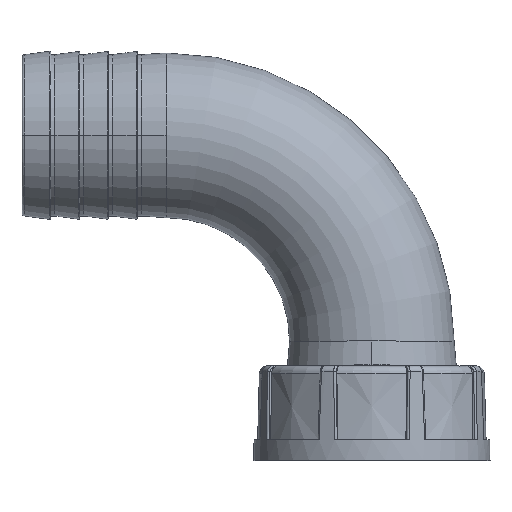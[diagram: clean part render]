
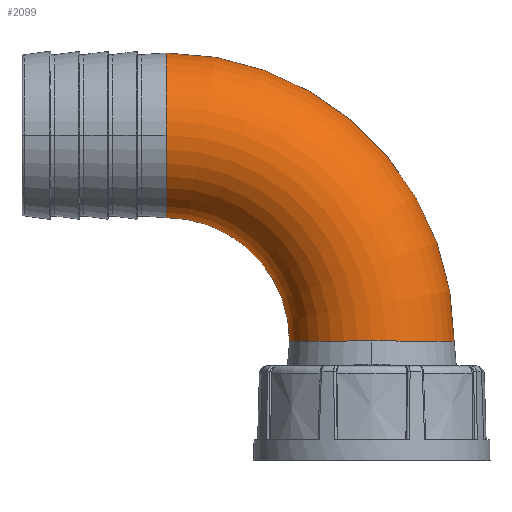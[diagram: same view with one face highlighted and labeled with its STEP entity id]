
A CAD part, top view. The second image highlights one B-rep face of the part: STEP entity #2099.
In plain terms, the highlighted toroidal (fillet/blend) face has major radius 50 mm and minor radius 20 mm.
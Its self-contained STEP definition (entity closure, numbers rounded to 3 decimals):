
#2099=ADVANCED_FACE('',(#2565),#2517,.T.);
#2517=TOROIDAL_SURFACE('',#7812,50.,20.);
#2565=FACE_OUTER_BOUND('',#2965,.T.);
#2965=EDGE_LOOP('',(#3540,#3541,#3542,#3543,#3544,#3545));
#3540=ORIENTED_EDGE('',*,*,#6365,.F.);
#3541=ORIENTED_EDGE('',*,*,#6432,.F.);
#3542=ORIENTED_EDGE('',*,*,#6440,.F.);
#3543=ORIENTED_EDGE('',*,*,#6368,.T.);
#3544=ORIENTED_EDGE('',*,*,#6441,.F.);
#3545=ORIENTED_EDGE('',*,*,#6383,.F.);
#5635=VERTEX_POINT('',#10210);
#5637=VERTEX_POINT('',#10213);
#5639=VERTEX_POINT('',#10217);
#5640=VERTEX_POINT('',#10219);
#5652=VERTEX_POINT('',#10250);
#5690=VERTEX_POINT('',#10350);
#6365=EDGE_CURVE('',#5635,#5637,#7458,.T.);
#6368=EDGE_CURVE('',#5640,#5639,#7461,.T.);
#6383=EDGE_CURVE('',#5637,#5652,#7470,.T.);
#6432=EDGE_CURVE('',#5690,#5635,#7500,.T.);
#6440=EDGE_CURVE('',#5640,#5690,#7505,.T.);
#6441=EDGE_CURVE('',#5652,#5639,#7506,.T.);
#7458=CIRCLE('',#7742,70.);
#7461=CIRCLE('',#7745,30.);
#7470=CIRCLE('',#7758,20.);
#7500=CIRCLE('',#7802,20.);
#7505=CIRCLE('',#7810,20.);
#7506=CIRCLE('',#7811,20.);
#7742=AXIS2_PLACEMENT_3D('',#10212,#8390,#8391);
#7745=AXIS2_PLACEMENT_3D('',#10218,#8396,#8397);
#7758=AXIS2_PLACEMENT_3D('',#10249,#8428,#8429);
#7802=AXIS2_PLACEMENT_3D('',#10351,#8535,#8536);
#7810=AXIS2_PLACEMENT_3D('',#10365,#8554,#8555);
#7811=AXIS2_PLACEMENT_3D('',#10366,#8556,#8557);
#7812=AXIS2_PLACEMENT_3D('',#10367,#8558,#8559);
#8390=DIRECTION('',(0.,0.,-1.));
#8391=DIRECTION('',(-1.,0.,0.));
#8396=DIRECTION('',(0.,0.,-1.));
#8397=DIRECTION('',(-1.,0.,0.));
#8428=DIRECTION('',(0.,-1.,0.));
#8429=DIRECTION('',(0.,0.,-1.));
#8535=DIRECTION('',(-1.,0.,0.));
#8536=DIRECTION('',(0.,0.,1.));
#8554=DIRECTION('',(-1.,0.,0.));
#8555=DIRECTION('',(0.,0.,1.));
#8556=DIRECTION('',(0.,-1.,0.));
#8557=DIRECTION('',(0.,0.,-1.));
#8558=DIRECTION('',(0.,0.,-1.));
#8559=DIRECTION('',(1.,0.,0.));
#10210=CARTESIAN_POINT('',(35.,20.,0.));
#10212=CARTESIAN_POINT('',(35.,-50.,0.));
#10213=CARTESIAN_POINT('',(105.,-50.,0.));
#10217=CARTESIAN_POINT('',(65.,-50.,0.));
#10218=CARTESIAN_POINT('',(35.,-50.,0.));
#10219=CARTESIAN_POINT('',(35.,-20.,0.));
#10249=CARTESIAN_POINT('',(85.,-50.,0.));
#10250=CARTESIAN_POINT('',(85.,-50.,20.));
#10350=CARTESIAN_POINT('',(35.,0.,20.));
#10351=CARTESIAN_POINT('',(35.,0.,0.));
#10365=CARTESIAN_POINT('',(35.,0.,0.));
#10366=CARTESIAN_POINT('',(85.,-50.,0.));
#10367=CARTESIAN_POINT('',(35.,-50.,0.));
